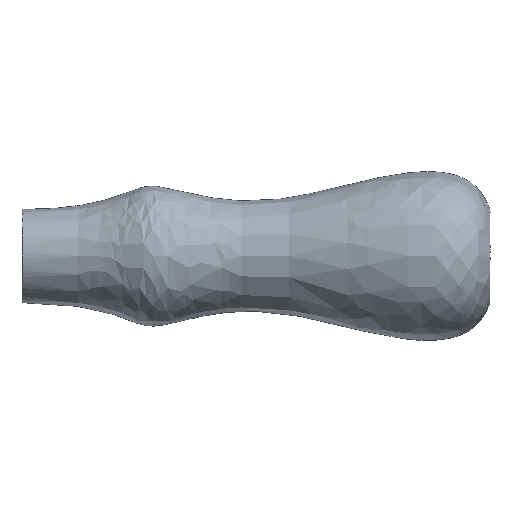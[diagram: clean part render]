
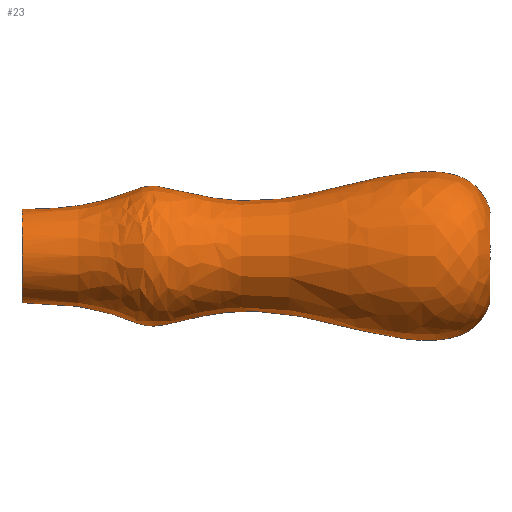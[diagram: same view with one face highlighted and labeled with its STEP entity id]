
A CAD part, top view. The second image highlights one B-rep face of the part: STEP entity #23.
In plain terms, the highlighted free-form (B-spline) face has degree [2, 3] with [9, 6] control points.
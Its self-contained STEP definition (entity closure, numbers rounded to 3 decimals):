
#23=ADVANCED_FACE('',(#31),#267,.T.);
#31=FACE_OUTER_BOUND('',#39,.T.);
#39=EDGE_LOOP('',(#47,#48,#49,#50));
#47=ORIENTED_EDGE('',*,*,#183,.T.);
#48=ORIENTED_EDGE('',*,*,#184,.T.);
#49=ORIENTED_EDGE('',*,*,#185,.T.);
#50=ORIENTED_EDGE('',*,*,#186,.T.);
#79=(
BOUNDED_CURVE()
B_SPLINE_CURVE(2,(#492,#493,#494,#495,#496),.UNSPECIFIED.,.F.,.F.)
B_SPLINE_CURVE_WITH_KNOTS((3,2,3),(-10.51,-5.255,
0.),.UNSPECIFIED.)
CURVE()
GEOMETRIC_REPRESENTATION_ITEM()
RATIONAL_B_SPLINE_CURVE((1.,0.707,1.,0.707,1.))
REPRESENTATION_ITEM('')
);
#80=(
BOUNDED_CURVE()
B_SPLINE_CURVE(2,(#507,#508,#509,#510,#511),.UNSPECIFIED.,.F.,.F.)
B_SPLINE_CURVE_WITH_KNOTS((3,2,3),(0.,5.255,10.51),
 .UNSPECIFIED.)
CURVE()
GEOMETRIC_REPRESENTATION_ITEM()
RATIONAL_B_SPLINE_CURVE((1.,0.707,1.,0.707,1.))
REPRESENTATION_ITEM('')
);
#95=PCURVE('',#267,#127);
#96=PCURVE('',#267,#128);
#97=PCURVE('',#267,#129);
#98=PCURVE('',#267,#130);
#100=PCURVE('',#268,#132);
#102=PCURVE('',#268,#134);
#127=DEFINITIONAL_REPRESENTATION('',(#208),#870);
#128=DEFINITIONAL_REPRESENTATION('',(#209),#870);
#129=DEFINITIONAL_REPRESENTATION('',(#211),#870);
#130=DEFINITIONAL_REPRESENTATION('',(#212),#870);
#132=DEFINITIONAL_REPRESENTATION('',(#214),#870);
#134=DEFINITIONAL_REPRESENTATION('',(#216),#870);
#159=SURFACE_CURVE('',#207,(#95,#102),.PCURVE_S1.);
#160=SURFACE_CURVE('',#79,(#96),.PCURVE_S1.);
#161=SURFACE_CURVE('',#210,(#97,#100),.PCURVE_S1.);
#162=SURFACE_CURVE('',#80,(#98),.PCURVE_S1.);
#183=EDGE_CURVE('',#253,#254,#159,.T.);
#184=EDGE_CURVE('',#254,#252,#160,.T.);
#185=EDGE_CURVE('',#252,#251,#161,.T.);
#186=EDGE_CURVE('',#251,#253,#162,.T.);
#207=B_SPLINE_CURVE_WITH_KNOTS('',3,(#484,#485,#486,#487,#488,#489),
 .UNSPECIFIED.,.F.,.F.,(4,1,1,4),(0.,5.048,10.095,
15.143),.UNSPECIFIED.);
#208=B_SPLINE_CURVE_WITH_KNOTS('',1,(#490,#491),.UNSPECIFIED.,.F.,.F.,(2,
2),(0.,15.143),.UNSPECIFIED.);
#209=B_SPLINE_CURVE_WITH_KNOTS('',1,(#497,#498),.UNSPECIFIED.,.F.,.F.,(2,
2),(-10.51,0.),.UNSPECIFIED.);
#210=B_SPLINE_CURVE_WITH_KNOTS('',3,(#499,#500,#501,#502,#503,#504),
 .UNSPECIFIED.,.F.,.F.,(4,1,1,4),(-15.143,-10.095,-5.048,
0.),.UNSPECIFIED.);
#211=B_SPLINE_CURVE_WITH_KNOTS('',1,(#505,#506),.UNSPECIFIED.,.F.,.F.,(2,
2),(-15.143,0.),.UNSPECIFIED.);
#212=B_SPLINE_CURVE_WITH_KNOTS('',1,(#512,#513),.UNSPECIFIED.,.F.,.F.,(2,
2),(0.,10.51),.UNSPECIFIED.);
#214=B_SPLINE_CURVE_WITH_KNOTS('',1,(#521,#522),.UNSPECIFIED.,.F.,.F.,(2,
2),(-15.143,0.),.UNSPECIFIED.);
#216=B_SPLINE_CURVE_WITH_KNOTS('',1,(#530,#531),.UNSPECIFIED.,.F.,.F.,(2,
2),(0.,15.143),.UNSPECIFIED.);
#251=VERTEX_POINT('',#480);
#252=VERTEX_POINT('',#481);
#253=VERTEX_POINT('',#482);
#254=VERTEX_POINT('',#483);
#267=(
BOUNDED_SURFACE()
B_SPLINE_SURFACE(
2,3,
((#372,#373,#374,#375,#376,#377),
(#378,#379,#380,#381,#382,#383),
(#384,#385,#386,#387,#388,#389),
(#390,#391,#392,#393,#394,#395),
(#396,#397,#398,#399,#400,#401),
(#402,#403,#404,#405,#406,#407),
(#408,#409,#410,#411,#412,#413),
(#414,#415,#416,#417,#418,#419),
(#420,#421,#422,#423,#424,#425)),.UNSPECIFIED.,.T.,.F.,.F.)
B_SPLINE_SURFACE_WITH_KNOTS(
(3,2,2,2,3),
(4,1,1,4),
(0.,5.255,10.51,15.765,21.019),
(0.,5.048,10.095,15.143),.UNSPECIFIED.)
GEOMETRIC_REPRESENTATION_ITEM()
RATIONAL_B_SPLINE_SURFACE((
(1.,1.,1.,1.,1.,1.),
(0.707,0.707,0.707,0.707,0.707,0.707),
(1.,1.,1.,1.,1.,1.),
(0.707,0.707,0.707,0.707,0.707,0.707),
(1.,1.,1.,1.,1.,1.),
(0.707,0.707,0.707,0.707,0.707,0.707),
(1.,1.,1.,1.,1.,1.),
(0.707,0.707,0.707,0.707,0.707,0.707),
(1.,1.,1.,1.,1.,1.)))
REPRESENTATION_ITEM('')
SURFACE()
);
#372=CARTESIAN_POINT('',(0.,2.,0.));
#373=CARTESIAN_POINT('',(4.,2.,0.));
#374=CARTESIAN_POINT('',(5.,4.,0.));
#375=CARTESIAN_POINT('',(10.,1.,0.));
#376=CARTESIAN_POINT('',(19.,5.,0.));
#377=CARTESIAN_POINT('',(20.,2.,0.));
#378=CARTESIAN_POINT('',(0.,2.,1.994));
#379=CARTESIAN_POINT('',(4.,2.,1.994));
#380=CARTESIAN_POINT('',(5.,4.,3.994));
#381=CARTESIAN_POINT('',(10.,1.,0.994));
#382=CARTESIAN_POINT('',(19.,5.,4.994));
#383=CARTESIAN_POINT('',(20.,2.,1.994));
#384=CARTESIAN_POINT('',(0.,0.006,1.994));
#385=CARTESIAN_POINT('',(4.,0.006,1.994));
#386=CARTESIAN_POINT('',(5.,0.006,3.994));
#387=CARTESIAN_POINT('',(10.,0.006,0.994));
#388=CARTESIAN_POINT('',(19.,0.006,4.994));
#389=CARTESIAN_POINT('',(20.,0.006,1.994));
#390=CARTESIAN_POINT('',(0.,-1.987,1.994));
#391=CARTESIAN_POINT('',(4.,-1.987,1.994));
#392=CARTESIAN_POINT('',(5.,-3.987,3.994));
#393=CARTESIAN_POINT('',(10.,-0.987,0.994));
#394=CARTESIAN_POINT('',(19.,-4.987,4.994));
#395=CARTESIAN_POINT('',(20.,-1.987,1.994));
#396=CARTESIAN_POINT('',(0.,-1.987,0.));
#397=CARTESIAN_POINT('',(4.,-1.987,0.));
#398=CARTESIAN_POINT('',(5.,-3.987,0.));
#399=CARTESIAN_POINT('',(10.,-0.987,0.));
#400=CARTESIAN_POINT('',(19.,-4.987,0.));
#401=CARTESIAN_POINT('',(20.,-1.987,0.));
#402=CARTESIAN_POINT('',(0.,-1.987,-1.994));
#403=CARTESIAN_POINT('',(4.,-1.987,-1.994));
#404=CARTESIAN_POINT('',(5.,-3.987,-3.994));
#405=CARTESIAN_POINT('',(10.,-0.987,-0.994));
#406=CARTESIAN_POINT('',(19.,-4.987,-4.994));
#407=CARTESIAN_POINT('',(20.,-1.987,-1.994));
#408=CARTESIAN_POINT('',(0.,0.006,-1.994));
#409=CARTESIAN_POINT('',(4.,0.006,-1.994));
#410=CARTESIAN_POINT('',(5.,0.006,-3.994));
#411=CARTESIAN_POINT('',(10.,0.006,-0.994));
#412=CARTESIAN_POINT('',(19.,0.006,-4.994));
#413=CARTESIAN_POINT('',(20.,0.006,-1.994));
#414=CARTESIAN_POINT('',(0.,2.,-1.994));
#415=CARTESIAN_POINT('',(4.,2.,-1.994));
#416=CARTESIAN_POINT('',(5.,4.,-3.994));
#417=CARTESIAN_POINT('',(10.,1.,-0.994));
#418=CARTESIAN_POINT('',(19.,5.,-4.994));
#419=CARTESIAN_POINT('',(20.,2.,-1.994));
#420=CARTESIAN_POINT('',(0.,2.,0.));
#421=CARTESIAN_POINT('',(4.,2.,0.));
#422=CARTESIAN_POINT('',(5.,4.,0.));
#423=CARTESIAN_POINT('',(10.,1.,0.));
#424=CARTESIAN_POINT('',(19.,5.,0.));
#425=CARTESIAN_POINT('',(20.,2.,0.));
#480=CARTESIAN_POINT('',(0.,2.,0.));
#481=CARTESIAN_POINT('',(20.,2.,0.));
#482=CARTESIAN_POINT('',(0.,-1.987,0.));
#483=CARTESIAN_POINT('',(20.,-1.987,0.));
#484=CARTESIAN_POINT('',(0.,-1.987,0.));
#485=CARTESIAN_POINT('',(4.,-1.987,0.));
#486=CARTESIAN_POINT('',(5.,-3.987,0.));
#487=CARTESIAN_POINT('',(10.,-0.987,0.));
#488=CARTESIAN_POINT('',(19.,-4.987,0.));
#489=CARTESIAN_POINT('',(20.,-1.987,0.));
#490=CARTESIAN_POINT('',(10.51,0.));
#491=CARTESIAN_POINT('',(10.51,15.143));
#492=CARTESIAN_POINT('',(20.,-1.987,0.));
#493=CARTESIAN_POINT('',(20.,-1.987,1.994));
#494=CARTESIAN_POINT('',(20.,0.006,1.994));
#495=CARTESIAN_POINT('',(20.,2.,1.994));
#496=CARTESIAN_POINT('',(20.,2.,0.));
#497=CARTESIAN_POINT('',(10.51,15.143));
#498=CARTESIAN_POINT('',(0.,15.143));
#499=CARTESIAN_POINT('',(20.,2.,0.));
#500=CARTESIAN_POINT('',(19.,5.,0.));
#501=CARTESIAN_POINT('',(10.,1.,0.));
#502=CARTESIAN_POINT('',(5.,4.,0.));
#503=CARTESIAN_POINT('',(4.,2.,0.));
#504=CARTESIAN_POINT('',(0.,2.,0.));
#505=CARTESIAN_POINT('',(0.,15.143));
#506=CARTESIAN_POINT('',(0.,0.));
#507=CARTESIAN_POINT('',(0.,2.,0.));
#508=CARTESIAN_POINT('',(0.,2.,1.994));
#509=CARTESIAN_POINT('',(0.,0.006,1.994));
#510=CARTESIAN_POINT('',(0.,-1.987,1.994));
#511=CARTESIAN_POINT('',(0.,-1.987,0.));
#512=CARTESIAN_POINT('',(0.,0.));
#513=CARTESIAN_POINT('',(10.51,0.));
#521=CARTESIAN_POINT('',(21.019,15.143));
#522=CARTESIAN_POINT('',(21.019,0.));
#530=CARTESIAN_POINT('',(10.51,0.));
#531=CARTESIAN_POINT('',(10.51,15.143));
#870=(
GEOMETRIC_REPRESENTATION_CONTEXT(2)
PARAMETRIC_REPRESENTATION_CONTEXT()
REPRESENTATION_CONTEXT('pspace','')
);
